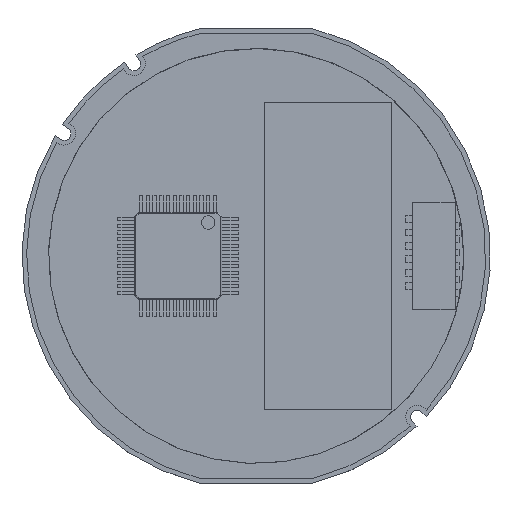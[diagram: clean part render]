
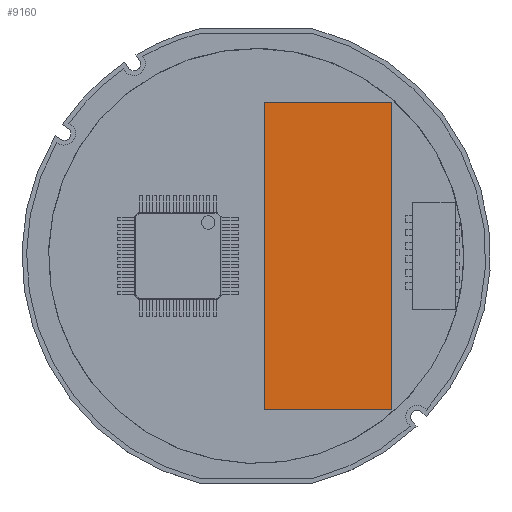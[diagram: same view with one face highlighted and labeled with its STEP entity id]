
A CAD part, top view. The second image highlights one B-rep face of the part: STEP entity #9160.
In plain terms, the highlighted planar face has unit normal (0, 0, 1).
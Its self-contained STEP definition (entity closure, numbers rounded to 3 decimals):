
#721=ORIENTED_EDGE('',*,*,#2559,.T.);
#722=ORIENTED_EDGE('',*,*,#2560,.T.);
#723=ORIENTED_EDGE('',*,*,#2561,.T.);
#724=ORIENTED_EDGE('',*,*,#2562,.T.);
#2559=EDGE_CURVE('',#3495,#3496,#4145,.T.);
#2560=EDGE_CURVE('',#3496,#3497,#4146,.T.);
#2561=EDGE_CURVE('',#3497,#3498,#4147,.T.);
#2562=EDGE_CURVE('',#3498,#3495,#4148,.T.);
#3495=VERTEX_POINT('',#12506);
#3496=VERTEX_POINT('',#12507);
#3497=VERTEX_POINT('',#12509);
#3498=VERTEX_POINT('',#12511);
#4145=LINE('',#12505,#5057);
#4146=LINE('',#12508,#5058);
#4147=LINE('',#12510,#5059);
#4148=LINE('',#12512,#5060);
#5057=VECTOR('',#10558,1000.);
#5058=VECTOR('',#10559,1000.);
#5059=VECTOR('',#10560,1000.);
#5060=VECTOR('',#10561,1000.);
#5733=EDGE_LOOP('',(#721,#722,#723,#724));
#6089=FACE_BOUND('',#5733,.T.);
#6407=PLANE('',#9576);
#9160=ADVANCED_FACE('',(#6089),#6407,.T.);
#9576=AXIS2_PLACEMENT_3D('',#12504,#10556,#10557);
#10556=DIRECTION('',(0.,0.,1.));
#10557=DIRECTION('',(1.,0.,0.));
#10558=DIRECTION('',(1.,0.,0.));
#10559=DIRECTION('',(0.,1.,0.));
#10560=DIRECTION('',(-1.,0.,0.));
#10561=DIRECTION('',(0.,-1.,0.));
#12504=CARTESIAN_POINT('',(0.,0.,1.005));
#12505=CARTESIAN_POINT('',(0.644,-11.5,1.005));
#12506=CARTESIAN_POINT('',(0.644,-11.5,1.005));
#12507=CARTESIAN_POINT('',(10.144,-11.5,1.005));
#12508=CARTESIAN_POINT('',(10.144,-11.5,1.005));
#12509=CARTESIAN_POINT('',(10.144,11.5,1.005));
#12510=CARTESIAN_POINT('',(10.144,11.5,1.005));
#12511=CARTESIAN_POINT('',(0.644,11.5,1.005));
#12512=CARTESIAN_POINT('',(0.644,11.5,1.005));
